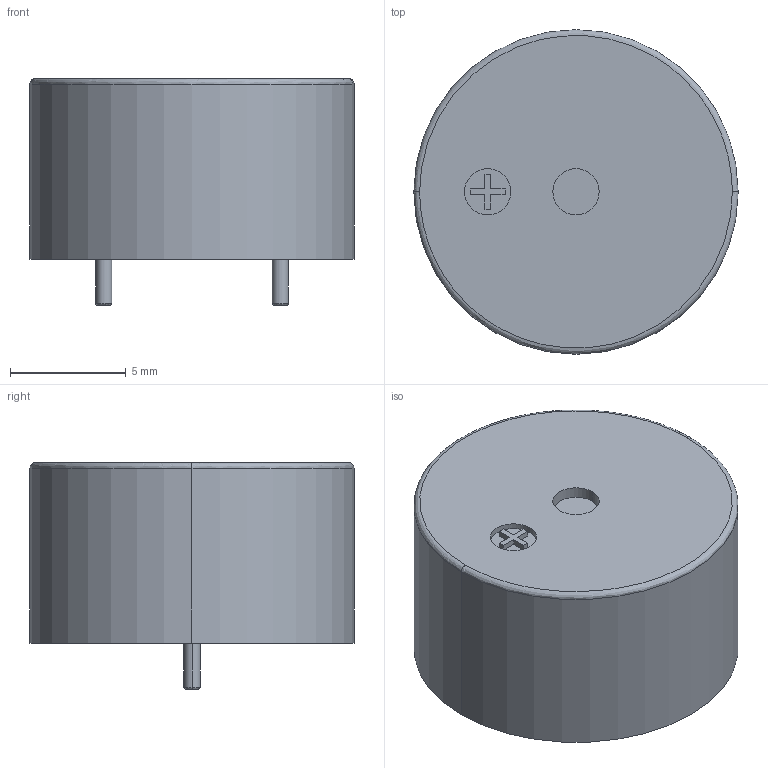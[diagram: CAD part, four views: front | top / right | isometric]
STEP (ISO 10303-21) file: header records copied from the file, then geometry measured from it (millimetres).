
FILE_DESCRIPTION (( 'STEP AP214' ), '1' );
FILE_NAME ('User Library-KLS3-PB-14x08.STEP', '2022-04-16T18:24:25', ( '' ), ( '' ), 'SwSTEP 2.0', 'SolidWorks 2021', '' );
FILE_SCHEMA (( 'AUTOMOTIVE_DESIGN' ));
Length unit declared in the file: millimetre
Products named in the file (4): Pins; User Library-KLS3-PB-14x08; Membrane; Body
Assembly tree (3 placements, depth 2):
  User Library-KLS3-PB-14x08
    Membrane
    Pins
    Body
Bounding box: 14 x 14 x 9.8 mm (x, y, z)
Volume: 363.7 mm3; surface area: 1487.5 mm2
Topology: 4 solids, 4 shells, 47 faces, 96 edges, 62 vertices
Faces by surface type: plane 25, cylinder 16, bspline 6
Entity records: 1689 total; most frequent: CARTESIAN_POINT 319, DIRECTION 222, ORIENTED_EDGE 192, EDGE_CURVE 96, AXIS2_PLACEMENT_3D 85, VERTEX_POINT 62, EDGE_LOOP 52, LINE 52
